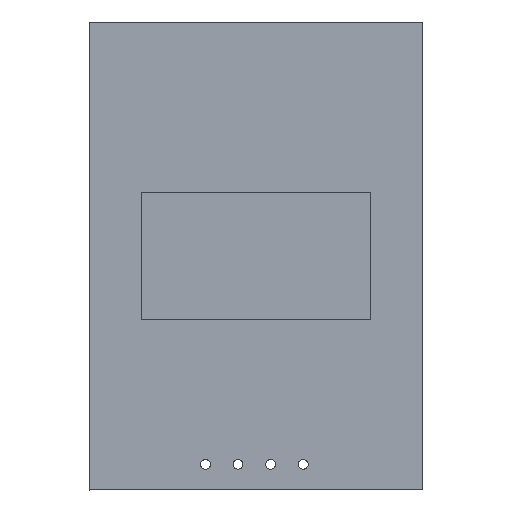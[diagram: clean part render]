
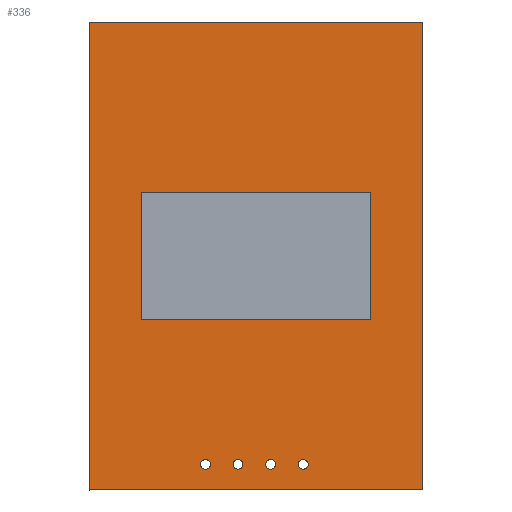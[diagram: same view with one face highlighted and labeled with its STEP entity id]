
A CAD part, top view. The second image highlights one B-rep face of the part: STEP entity #336.
In plain terms, the highlighted planar face has unit normal (0, 0, 1).
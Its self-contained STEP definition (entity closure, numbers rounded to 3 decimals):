
#9 = DIRECTION ( 'NONE',  ( 1., 0., 0. ) ) ;
#22 = DIRECTION ( 'NONE',  ( 1., 0., 0. ) ) ;
#24 = DIRECTION ( 'NONE',  ( 0., 1., 0. ) ) ;
#36 = CARTESIAN_POINT ( 'NONE',  ( 8.949, -4.955, 1.5 ) ) ;
#43 = EDGE_CURVE ( 'NONE', #492, #387, #70, .T. ) ;
#58 = VECTOR ( 'NONE', #122, 1000. ) ;
#61 = EDGE_LOOP ( 'NONE', ( #162, #189 ) ) ;
#62 = DIRECTION ( 'NONE',  ( 0., 0., 1. ) ) ;
#63 = VERTEX_POINT ( 'NONE', #624 ) ;
#66 = EDGE_CURVE ( 'NONE', #495, #782, #441, .T. ) ;
#70 = LINE ( 'NONE', #568, #135 ) ;
#75 = EDGE_CURVE ( 'NONE', #619, #214, #608, .T. ) ;
#88 = CARTESIAN_POINT ( 'NONE',  ( 1.016, 16.256, 1.5 ) ) ;
#89 = DIRECTION ( 'NONE',  ( 1., 0., 0. ) ) ;
#92 = LINE ( 'NONE', #580, #547 ) ;
#100 = EDGE_CURVE ( 'NONE', #180, #374, #274, .T. ) ;
#103 = EDGE_CURVE ( 'NONE', #214, #619, #223, .T. ) ;
#104 = CARTESIAN_POINT ( 'NONE',  ( -3.302, 16.256, 1.5 ) ) ;
#106 = DIRECTION ( 'NONE',  ( 0., 1., 0. ) ) ;
#110 = CARTESIAN_POINT ( 'NONE',  ( 8.949, 4.955, 1.5 ) ) ;
#111 = CARTESIAN_POINT ( 'NONE',  ( -8.949, -4.955, 1.5 ) ) ;
#116 = DIRECTION ( 'NONE',  ( 0., 0., 1. ) ) ;
#121 = ORIENTED_EDGE ( 'NONE', *, *, #704, .F. ) ;
#122 = DIRECTION ( 'NONE',  ( -1., 0., 0. ) ) ;
#124 = AXIS2_PLACEMENT_3D ( 'NONE', #373, #62, #618 ) ;
#133 = DIRECTION ( 'NONE',  ( 0., -1., 0. ) ) ;
#135 = VECTOR ( 'NONE', #133, 1000. ) ;
#137 = DIRECTION ( 'NONE',  ( 0., 0., 1. ) ) ;
#141 = DIRECTION ( 'NONE',  ( 1., 0., 0. ) ) ;
#148 = VECTOR ( 'NONE', #403, 1000. ) ;
#153 = FACE_BOUND ( 'NONE', #432, .T. ) ;
#155 = DIRECTION ( 'NONE',  ( -1., 0., 0. ) ) ;
#162 = ORIENTED_EDGE ( 'NONE', *, *, #100, .F. ) ;
#163 = CARTESIAN_POINT ( 'NONE',  ( 3.556, 16.256, 1.5 ) ) ;
#167 = AXIS2_PLACEMENT_3D ( 'NONE', #511, #137, #452 ) ;
#178 = ORIENTED_EDGE ( 'NONE', *, *, #66, .F. ) ;
#180 = VERTEX_POINT ( 'NONE', #631 ) ;
#189 = ORIENTED_EDGE ( 'NONE', *, *, #212, .F. ) ;
#191 = DIRECTION ( 'NONE',  ( 1., 0., 0. ) ) ;
#193 = CARTESIAN_POINT ( 'NONE',  ( -1.143, 16.256, 1.5 ) ) ;
#200 = DIRECTION ( 'NONE',  ( 0., 0., 1. ) ) ;
#201 = CARTESIAN_POINT ( 'NONE',  ( -3.683, 16.256, 1.5 ) ) ;
#204 = EDGE_CURVE ( 'NONE', #722, #313, #636, .T. ) ;
#205 = AXIS2_PLACEMENT_3D ( 'NONE', #193, #686, #141 ) ;
#212 = EDGE_CURVE ( 'NONE', #374, #180, #723, .T. ) ;
#214 = VERTEX_POINT ( 'NONE', #518 ) ;
#219 = EDGE_CURVE ( 'NONE', #387, #538, #92, .T. ) ;
#222 = LINE ( 'NONE', #111, #148 ) ;
#223 = CIRCLE ( 'NONE', #167, 0.381 ) ;
#227 = AXIS2_PLACEMENT_3D ( 'NONE', #747, #200, #191 ) ;
#241 = ORIENTED_EDGE ( 'NONE', *, *, #460, .F. ) ;
#242 = EDGE_CURVE ( 'NONE', #712, #492, #659, .T. ) ;
#248 = VECTOR ( 'NONE', #24, 1000. ) ;
#249 = CARTESIAN_POINT ( 'NONE',  ( -1.524, 16.256, 1.5 ) ) ;
#258 = CARTESIAN_POINT ( 'NONE',  ( 3.937, 16.256, 1.5 ) ) ;
#274 = CIRCLE ( 'NONE', #701, 0.381 ) ;
#275 = CARTESIAN_POINT ( 'NONE',  ( 1.778, 16.256, 1.5 ) ) ;
#283 = ORIENTED_EDGE ( 'NONE', *, *, #357, .F. ) ;
#285 = FACE_BOUND ( 'NONE', #61, .T. ) ;
#286 = ORIENTED_EDGE ( 'NONE', *, *, #783, .T. ) ;
#292 = CIRCLE ( 'NONE', #227, 0.381 ) ;
#294 = CARTESIAN_POINT ( 'NONE',  ( -13., -18.25, 1.5 ) ) ;
#302 = CARTESIAN_POINT ( 'NONE',  ( 1.397, 16.256, 1.5 ) ) ;
#306 = EDGE_CURVE ( 'NONE', #63, #722, #222, .T. ) ;
#312 = CARTESIAN_POINT ( 'NONE',  ( 8.949, 4.955, 1.5 ) ) ;
#313 = VERTEX_POINT ( 'NONE', #598 ) ;
#324 = CARTESIAN_POINT ( 'NONE',  ( -8.949, -4.955, 1.5 ) ) ;
#325 = ORIENTED_EDGE ( 'NONE', *, *, #517, .F. ) ;
#332 = DIRECTION ( 'NONE',  ( 1., 0., 0. ) ) ;
#336 = ADVANCED_FACE ( 'NONE', ( #153, #465, #646, #285, #339, #457 ), #770, .T. ) ;
#339 = FACE_BOUND ( 'NONE', #462, .T. ) ;
#352 = CARTESIAN_POINT ( 'NONE',  ( 0., 0., 1.5 ) ) ;
#357 = EDGE_CURVE ( 'NONE', #313, #790, #717, .T. ) ;
#373 = CARTESIAN_POINT ( 'NONE',  ( -3.683, 16.256, 1.5 ) ) ;
#374 = VERTEX_POINT ( 'NONE', #163 ) ;
#387 = VERTEX_POINT ( 'NONE', #294 ) ;
#393 = VECTOR ( 'NONE', #155, 1000. ) ;
#403 = DIRECTION ( 'NONE',  ( 0., -1., 0. ) ) ;
#408 = ORIENTED_EDGE ( 'NONE', *, *, #219, .T. ) ;
#409 = DIRECTION ( 'NONE',  ( 1., 0., 0. ) ) ;
#431 = CARTESIAN_POINT ( 'NONE',  ( -13., 18.25, 1.5 ) ) ;
#432 = EDGE_LOOP ( 'NONE', ( #515, #178 ) ) ;
#436 = EDGE_LOOP ( 'NONE', ( #549, #599 ) ) ;
#441 = CIRCLE ( 'NONE', #622, 0.381 ) ;
#449 = CARTESIAN_POINT ( 'NONE',  ( 13., 18.25, 1.5 ) ) ;
#452 = DIRECTION ( 'NONE',  ( 1., 0., 0. ) ) ;
#456 = CARTESIAN_POINT ( 'NONE',  ( 13., -18.25, 1.5 ) ) ;
#457 = FACE_OUTER_BOUND ( 'NONE', #500, .T. ) ;
#460 = EDGE_CURVE ( 'NONE', #658, #775, #651, .T. ) ;
#461 = DIRECTION ( 'NONE',  ( 0., 0., 1. ) ) ;
#462 = EDGE_LOOP ( 'NONE', ( #771, #325, #283, #679 ) ) ;
#465 = FACE_BOUND ( 'NONE', #436, .T. ) ;
#468 = CIRCLE ( 'NONE', #124, 0.381 ) ;
#479 = LINE ( 'NONE', #312, #58 ) ;
#492 = VERTEX_POINT ( 'NONE', #431 ) ;
#495 = VERTEX_POINT ( 'NONE', #671 ) ;
#500 = EDGE_LOOP ( 'NONE', ( #650, #408, #286, #786 ) ) ;
#511 = CARTESIAN_POINT ( 'NONE',  ( -1.143, 16.256, 1.5 ) ) ;
#514 = CARTESIAN_POINT ( 'NONE',  ( 8.949, -4.955, 1.5 ) ) ;
#515 = ORIENTED_EDGE ( 'NONE', *, *, #563, .F. ) ;
#517 = EDGE_CURVE ( 'NONE', #790, #63, #479, .T. ) ;
#518 = CARTESIAN_POINT ( 'NONE',  ( -0.762, 16.256, 1.5 ) ) ;
#520 = VECTOR ( 'NONE', #332, 1000. ) ;
#530 = CARTESIAN_POINT ( 'NONE',  ( 13., 18.25, 1.5 ) ) ;
#538 = VERTEX_POINT ( 'NONE', #550 ) ;
#547 = VECTOR ( 'NONE', #711, 1000. ) ;
#549 = ORIENTED_EDGE ( 'NONE', *, *, #103, .F. ) ;
#550 = CARTESIAN_POINT ( 'NONE',  ( 13., -18.25, 1.5 ) ) ;
#563 = EDGE_CURVE ( 'NONE', #782, #495, #468, .T. ) ;
#568 = CARTESIAN_POINT ( 'NONE',  ( -13., -18.25, 1.5 ) ) ;
#572 = DIRECTION ( 'NONE',  ( 0., 0., 1. ) ) ;
#580 = CARTESIAN_POINT ( 'NONE',  ( 13., -18.25, 1.5 ) ) ;
#584 = LINE ( 'NONE', #456, #248 ) ;
#598 = CARTESIAN_POINT ( 'NONE',  ( 8.949, -4.955, 1.5 ) ) ;
#599 = ORIENTED_EDGE ( 'NONE', *, *, #75, .F. ) ;
#608 = CIRCLE ( 'NONE', #205, 0.381 ) ;
#612 = EDGE_LOOP ( 'NONE', ( #121, #241 ) ) ;
#618 = DIRECTION ( 'NONE',  ( 1., 0., 0. ) ) ;
#619 = VERTEX_POINT ( 'NONE', #249 ) ;
#622 = AXIS2_PLACEMENT_3D ( 'NONE', #201, #754, #9 ) ;
#624 = CARTESIAN_POINT ( 'NONE',  ( -8.949, 4.955, 1.5 ) ) ;
#631 = CARTESIAN_POINT ( 'NONE',  ( 4.318, 16.256, 1.5 ) ) ;
#636 = LINE ( 'NONE', #514, #520 ) ;
#638 = VECTOR ( 'NONE', #106, 1000. ) ;
#643 = DIRECTION ( 'NONE',  ( 0., 0., 1. ) ) ;
#646 = FACE_BOUND ( 'NONE', #612, .T. ) ;
#650 = ORIENTED_EDGE ( 'NONE', *, *, #43, .T. ) ;
#651 = CIRCLE ( 'NONE', #753, 0.381 ) ;
#658 = VERTEX_POINT ( 'NONE', #88 ) ;
#659 = LINE ( 'NONE', #530, #393 ) ;
#671 = CARTESIAN_POINT ( 'NONE',  ( -4.064, 16.256, 1.5 ) ) ;
#675 = AXIS2_PLACEMENT_3D ( 'NONE', #352, #461, #409 ) ;
#679 = ORIENTED_EDGE ( 'NONE', *, *, #204, .F. ) ;
#686 = DIRECTION ( 'NONE',  ( 0., 0., 1. ) ) ;
#700 = CARTESIAN_POINT ( 'NONE',  ( 3.937, 16.256, 1.5 ) ) ;
#701 = AXIS2_PLACEMENT_3D ( 'NONE', #258, #572, #22 ) ;
#704 = EDGE_CURVE ( 'NONE', #775, #658, #292, .T. ) ;
#711 = DIRECTION ( 'NONE',  ( 1., 0., 0. ) ) ;
#712 = VERTEX_POINT ( 'NONE', #449 ) ;
#717 = LINE ( 'NONE', #36, #638 ) ;
#720 = DIRECTION ( 'NONE',  ( 1., 0., 0. ) ) ;
#722 = VERTEX_POINT ( 'NONE', #324 ) ;
#723 = CIRCLE ( 'NONE', #724, 0.381 ) ;
#724 = AXIS2_PLACEMENT_3D ( 'NONE', #700, #643, #89 ) ;
#747 = CARTESIAN_POINT ( 'NONE',  ( 1.397, 16.256, 1.5 ) ) ;
#753 = AXIS2_PLACEMENT_3D ( 'NONE', #302, #116, #720 ) ;
#754 = DIRECTION ( 'NONE',  ( 0., 0., 1. ) ) ;
#770 = PLANE ( 'NONE',  #675 ) ;
#771 = ORIENTED_EDGE ( 'NONE', *, *, #306, .F. ) ;
#775 = VERTEX_POINT ( 'NONE', #275 ) ;
#782 = VERTEX_POINT ( 'NONE', #104 ) ;
#783 = EDGE_CURVE ( 'NONE', #538, #712, #584, .T. ) ;
#786 = ORIENTED_EDGE ( 'NONE', *, *, #242, .T. ) ;
#790 = VERTEX_POINT ( 'NONE', #110 ) ;
